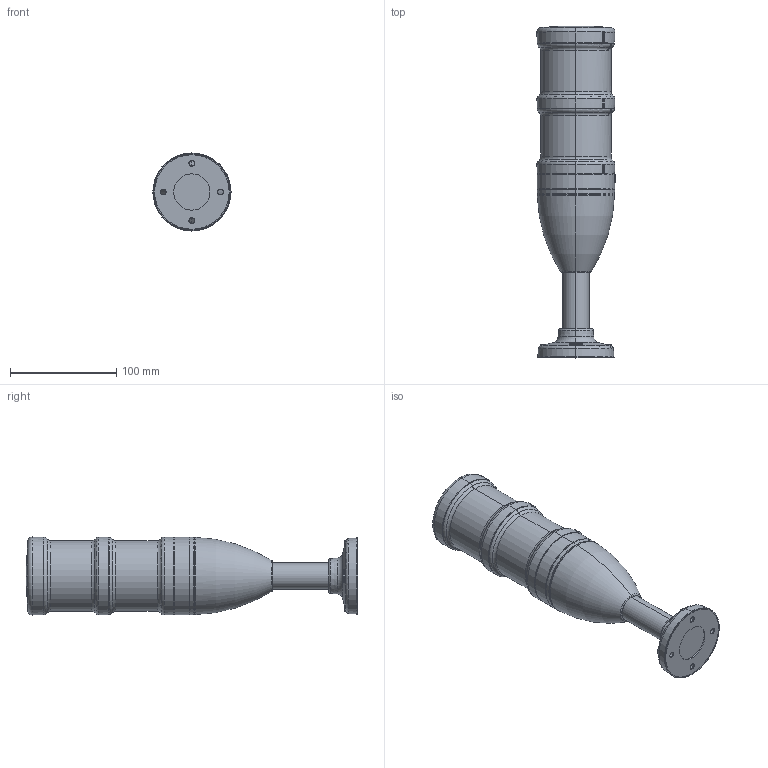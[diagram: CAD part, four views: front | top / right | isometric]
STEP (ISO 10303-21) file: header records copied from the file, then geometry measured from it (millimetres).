
FILE_DESCRIPTION (( 'STEP AP214' ), '1' );
FILE_NAME ('sl7_100_l_rg_24led.stp', '2013-09-20T09:26:30', ( '' ), ( '' ), 'SwSTEP 2.0', 'SolidWorks 2011', '' );
FILE_SCHEMA (( 'AUTOMOTIVE_DESIGN' ));
Length unit declared in the file: millimetre
Products named in the file (1): sl7_100_l_rg_24led
Bounding box: 73.56 x 311.75 x 73.32 mm (x, y, z)
Volume: 876213.2 mm3; surface area: 69979.7 mm2
Topology: 1 solids, 1 shells, 176 faces, 414 edges, 259 vertices
Faces by surface type: cylinder 52, plane 47, torus 44, cone 31, sphere 2
Entity records: 5612 total; most frequent: CARTESIAN_POINT 1442, DIRECTION 940, ORIENTED_EDGE 828, EDGE_CURVE 414, AXIS2_PLACEMENT_3D 413, VERTEX_POINT 259, CIRCLE 236, EDGE_LOOP 203
